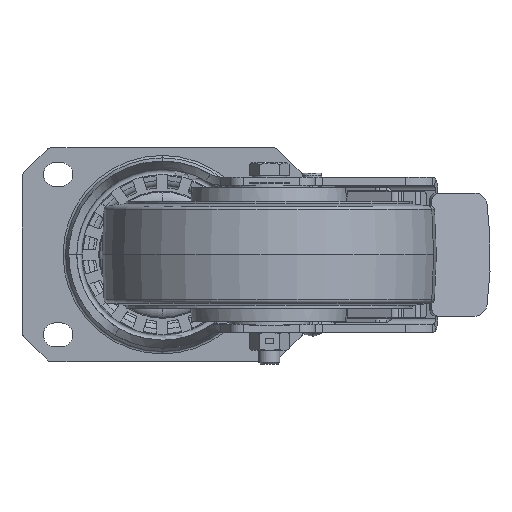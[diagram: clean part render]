
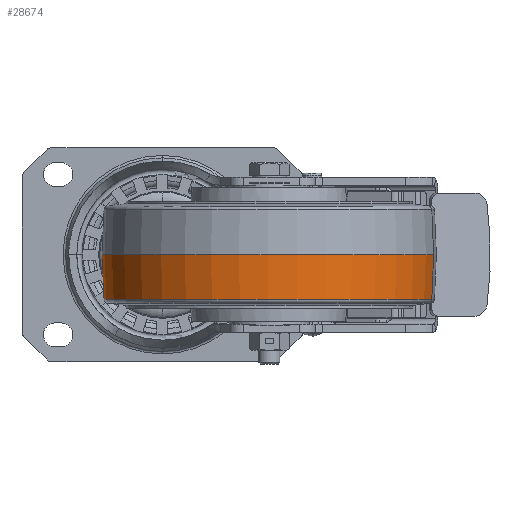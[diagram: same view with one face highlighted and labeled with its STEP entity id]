
A CAD part, front view. The second image highlights one B-rep face of the part: STEP entity #28674.
In plain terms, the highlighted conical face has half-angle 2.386 degrees and reference radius 61.75 mm.
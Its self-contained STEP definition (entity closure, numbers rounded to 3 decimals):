
#1171 = CARTESIAN_POINT ( 'NONE',  ( 100.8, -103.588, -16.727 ) ) ;
#1183 = ORIENTED_EDGE ( 'NONE', *, *, #2410, .F. ) ;
#1265 = VECTOR ( 'NONE', #25980, 1000. ) ;
#1867 = ORIENTED_EDGE ( 'NONE', *, *, #15760, .T. ) ;
#2410 = EDGE_CURVE ( 'NONE', #11149, #28856, #35102, .T. ) ;
#6147 = DIRECTION ( 'NONE',  ( -0.984, 0.179, 0. ) ) ;
#7096 = DIRECTION ( 'NONE',  ( 0., 0., 1. ) ) ;
#7143 = CIRCLE ( 'NONE', #17754, 62.5 ) ;
#8061 = ORIENTED_EDGE ( 'NONE', *, *, #33122, .F. ) ;
#8239 = VECTOR ( 'NONE', #17674, 1000. ) ;
#8793 = CIRCLE ( 'NONE', #18189, 61.803 ) ;
#9318 = FACE_OUTER_BOUND ( 'NONE', #25038, .T. ) ;
#11149 = VERTEX_POINT ( 'NONE', #28585 ) ;
#12600 = CONICAL_SURFACE ( 'NONE', #33272, 61.75, 0.042 ) ;
#15760 = EDGE_CURVE ( 'NONE', #22792, #23947, #35069, .T. ) ;
#17398 = CARTESIAN_POINT ( 'NONE',  ( 40., -92.5, -16.727 ) ) ;
#17674 = DIRECTION ( 'NONE',  ( 0.041, -0.007, 0.999 ) ) ;
#17754 = AXIS2_PLACEMENT_3D ( 'NONE', #28236, #22668, #34007 ) ;
#18189 = AXIS2_PLACEMENT_3D ( 'NONE', #17398, #20185, #6147 ) ;
#18889 = CARTESIAN_POINT ( 'NONE',  ( -21.486, -81.287, 0. ) ) ;
#20022 = CARTESIAN_POINT ( 'NONE',  ( 40., -92.5, -18. ) ) ;
#20185 = DIRECTION ( 'NONE',  ( 0., 0., 1. ) ) ;
#22668 = DIRECTION ( 'NONE',  ( 0., 0., 1. ) ) ;
#22792 = VERTEX_POINT ( 'NONE', #1171 ) ;
#23947 = VERTEX_POINT ( 'NONE', #25655 ) ;
#25038 = EDGE_LOOP ( 'NONE', ( #1183, #33489, #1867, #8061 ) ) ;
#25655 = CARTESIAN_POINT ( 'NONE',  ( 101.486, -103.713, 0. ) ) ;
#25980 = DIRECTION ( 'NONE',  ( -0.041, 0.007, 0.999 ) ) ;
#26840 = CARTESIAN_POINT ( 'NONE',  ( 100.748, -103.578, -18. ) ) ;
#28236 = CARTESIAN_POINT ( 'NONE',  ( 40., -92.5, 0. ) ) ;
#28585 = CARTESIAN_POINT ( 'NONE',  ( -20.8, -81.412, -16.727 ) ) ;
#28674 = ADVANCED_FACE ( 'NONE', ( #9318 ), #12600, .T. ) ;
#28773 = CARTESIAN_POINT ( 'NONE',  ( -20.748, -81.422, -18. ) ) ;
#28856 = VERTEX_POINT ( 'NONE', #18889 ) ;
#31614 = EDGE_CURVE ( 'NONE', #11149, #22792, #8793, .T. ) ;
#32740 = DIRECTION ( 'NONE',  ( 0.984, -0.179, 0. ) ) ;
#33122 = EDGE_CURVE ( 'NONE', #28856, #23947, #7143, .T. ) ;
#33272 = AXIS2_PLACEMENT_3D ( 'NONE', #20022, #7096, #32740 ) ;
#33489 = ORIENTED_EDGE ( 'NONE', *, *, #31614, .T. ) ;
#34007 = DIRECTION ( 'NONE',  ( 0.984, -0.179, 0. ) ) ;
#35069 = LINE ( 'NONE', #26840, #8239 ) ;
#35102 = LINE ( 'NONE', #28773, #1265 ) ;
